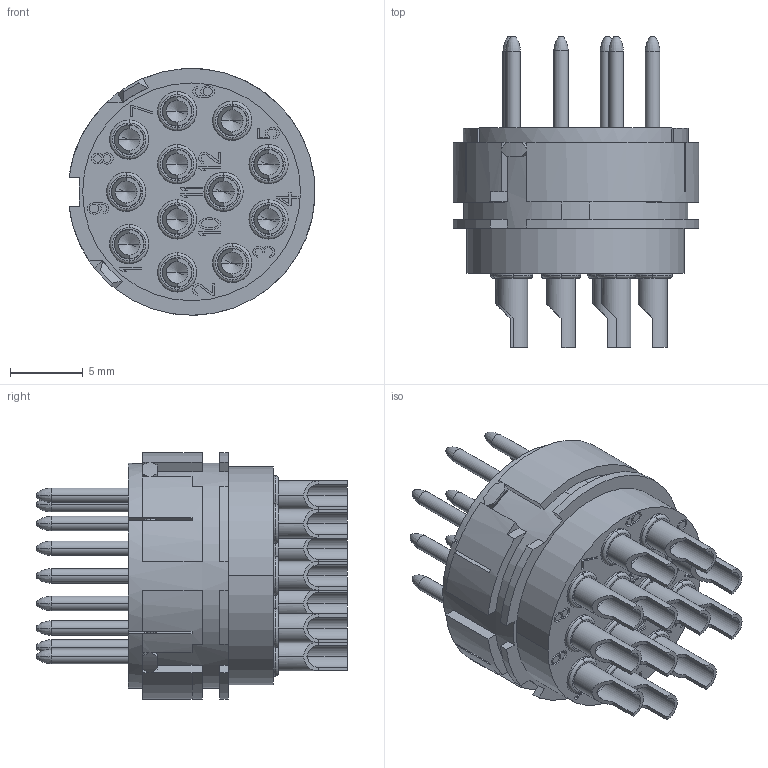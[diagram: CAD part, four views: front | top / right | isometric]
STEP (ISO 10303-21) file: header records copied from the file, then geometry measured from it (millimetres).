
FILE_DESCRIPTION((''),'2;1');
FILE_NAME('HR23-012-MST','2017-07-24T',('tc.chen'),(''),'PRO/ENGINEER BY PARAMETRIC TECHNOLOGY CORPORATION, 2012480','PRO/ENGINEER BY PARAMETRIC TECHNOLOGY CORPORATION, 2012480','');
FILE_SCHEMA(('AUTOMOTIVE_DESIGN { 1 0 10303 214 1 1 1 1 }'));
Length unit declared in the file: millimetre
Products named in the file (1): HR23-012-MST
Bounding box: 16.94 x 21.4 x 16.98 mm (x, y, z)
Volume: 2056.8 mm3; surface area: 4079.5 mm2
Topology: 1 solids, 2 shells, 1644 faces, 4437 edges, 2865 vertices
Faces by surface type: plane 1202, cylinder 264, cone 86, torus 68, bspline 24
Entity records: 54583 total; most frequent: CARTESIAN_POINT 13072, ORIENTED_EDGE 8826, DIRECTION 8265, EDGE_CURVE 4413, VECTOR 3473, LINE 3473, VERTEX_POINT 2865, AXIS2_PLACEMENT_3D 2396
